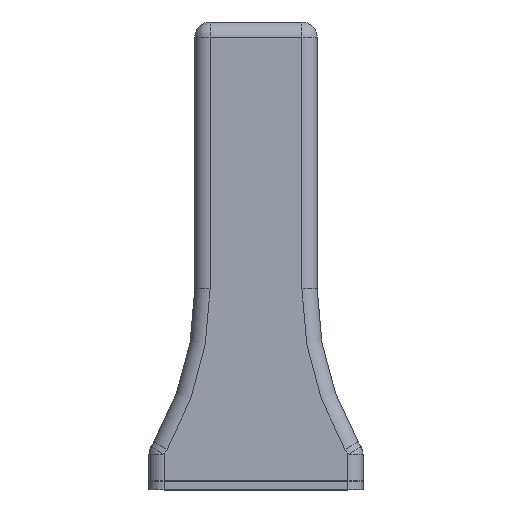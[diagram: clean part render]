
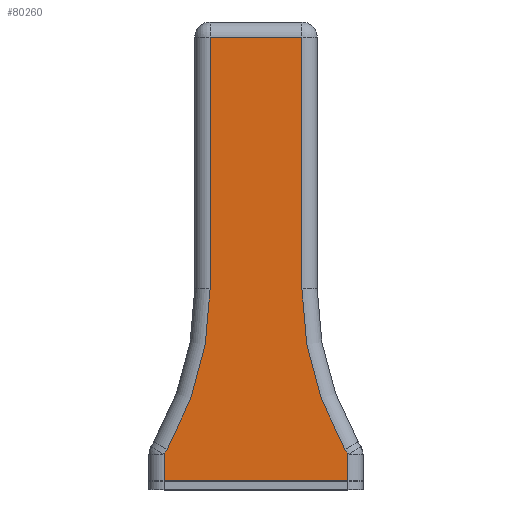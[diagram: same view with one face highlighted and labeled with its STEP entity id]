
A CAD part, top view. The second image highlights one B-rep face of the part: STEP entity #80260.
In plain terms, the highlighted planar face has unit normal (0, 0, 1).
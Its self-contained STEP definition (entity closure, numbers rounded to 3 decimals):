
#510=CARTESIAN_POINT('',(44.,0.,170.));
#520=VERTEX_POINT('',#510);
#700=CARTESIAN_POINT('',(44.,1.732,170.));
#710=VERTEX_POINT('',#700);
#740=CARTESIAN_POINT('',(44.,0.,170.));
#750=DIRECTION('',(0.,-1.,0.));
#760=VECTOR('',#750,1.);
#770=LINE('',#740,#760);
#780=EDGE_CURVE('',#710,#520,#770,.T.);
#47920=CARTESIAN_POINT('',(44.187,2.055,170.));
#47930=VERTEX_POINT('',#47920);
#47960=CARTESIAN_POINT('',(43.,0.,170.));
#47970=DIRECTION('',(-0.5,-0.866,0.));
#47980=VECTOR('',#47970,1.);
#47990=LINE('',#47960,#47980);
#48000=EDGE_CURVE('',#47930,#710,#47990,.T.);
#48170=CARTESIAN_POINT('',(47.,0.,170.));
#48180=DIRECTION('',(0.,1.,0.));
#48190=VECTOR('',#48180,1.);
#48200=LINE('',#48170,#48190);
#48210=CARTESIAN_POINT('',(47.,12.555,170.));
#48220=VERTEX_POINT('',#48210);
#48230=CARTESIAN_POINT('',(47.,29.,170.));
#48240=VERTEX_POINT('',#48230);
#48250=EDGE_CURVE('',#48220,#48240,#48200,.T.);
#48620=CARTESIAN_POINT('',(26.,12.555,170.));
#48630=DIRECTION('',(0.,0.,1.));
#48640=DIRECTION('',(1.,0.,0.));
#48650=AXIS2_PLACEMENT_3D('',#48620,#48630,#48640);
#48660=CIRCLE('',#48650,21.);
#48670=EDGE_CURVE('',#47930,#48220,#48660,.T.);
#67630=CARTESIAN_POINT('',(43.,0.,170.));
#67640=DIRECTION('',(1.,0.,0.));
#67650=VECTOR('',#67640,1.);
#67660=LINE('',#67630,#67650);
#67670=CARTESIAN_POINT('',(56.,0.,170.));
#67680=VERTEX_POINT('',#67670);
#67690=EDGE_CURVE('',#520,#67680,#67660,.T.);
#68170=CARTESIAN_POINT('',(53.,29.,170.));
#68180=VERTEX_POINT('',#68170);
#68470=CARTESIAN_POINT('',(56.,0.,170.));
#68480=DIRECTION('',(0.,1.,-0.));
#68490=VECTOR('',#68480,1.);
#68500=LINE('',#68470,#68490);
#68510=CARTESIAN_POINT('',(56.,1.732,170.));
#68520=VERTEX_POINT('',#68510);
#68530=EDGE_CURVE('',#67680,#68520,#68500,.T.);
#68930=CARTESIAN_POINT('',(25.,29.,170.));
#68940=DIRECTION('',(1.,0.,0.));
#68950=VECTOR('',#68940,1.);
#68960=LINE('',#68930,#68950);
#68970=EDGE_CURVE('',#48240,#68180,#68960,.T.);
#79890=CARTESIAN_POINT('',(58.3,33.,170.));
#79900=DIRECTION('',(0.,0.,-1.));
#79910=DIRECTION('',(-1.,0.,0.));
#79920=AXIS2_PLACEMENT_3D('',#79890,#79900,#79910);
#79930=PLANE('',#79920);
#79940=ORIENTED_EDGE('',*,*,#67690,.T.);
#79950=ORIENTED_EDGE('',*,*,#780,.T.);
#79960=ORIENTED_EDGE('',*,*,#48000,.T.);
#79970=ORIENTED_EDGE('',*,*,#48670,.F.);
#79980=ORIENTED_EDGE('',*,*,#48250,.F.);
#79990=ORIENTED_EDGE('',*,*,#68970,.F.);
#80000=CARTESIAN_POINT('',(53.,0.,170.));
#80010=DIRECTION('',(0.,-1.,0.));
#80020=VECTOR('',#80010,1.);
#80030=LINE('',#80000,#80020);
#80040=CARTESIAN_POINT('',(53.,12.555,170.));
#80050=VERTEX_POINT('',#80040);
#80060=EDGE_CURVE('',#68180,#80050,#80030,.T.);
#80070=ORIENTED_EDGE('',*,*,#80060,.F.);
#80080=CARTESIAN_POINT('',(74.,12.555,170.));
#80090=DIRECTION('',(0.,0.,-1.));
#80100=DIRECTION('',(-1.,0.,0.));
#80110=AXIS2_PLACEMENT_3D('',#80080,#80090,#80100);
#80120=CIRCLE('',#80110,21.);
#80130=CARTESIAN_POINT('',(55.813,2.055,170.));
#80140=VERTEX_POINT('',#80130);
#80150=EDGE_CURVE('',#80140,#80050,#80120,.T.);
#80160=ORIENTED_EDGE('',*,*,#80150,.T.);
#80170=CARTESIAN_POINT('',(57.,0.,170.));
#80180=DIRECTION('',(-0.5,0.866,-0.));
#80190=VECTOR('',#80180,1.);
#80200=LINE('',#80170,#80190);
#80210=EDGE_CURVE('',#68520,#80140,#80200,.T.);
#80220=ORIENTED_EDGE('',*,*,#80210,.T.);
#80230=ORIENTED_EDGE('',*,*,#68530,.T.);
#80240=EDGE_LOOP('',(#80230,#80220,#80160,#80070,#79990,#79980,#79970,
#79960,#79950,#79940));
#80250=FACE_OUTER_BOUND('',#80240,.T.);
#80260=ADVANCED_FACE('',(#80250),#79930,.F.);
